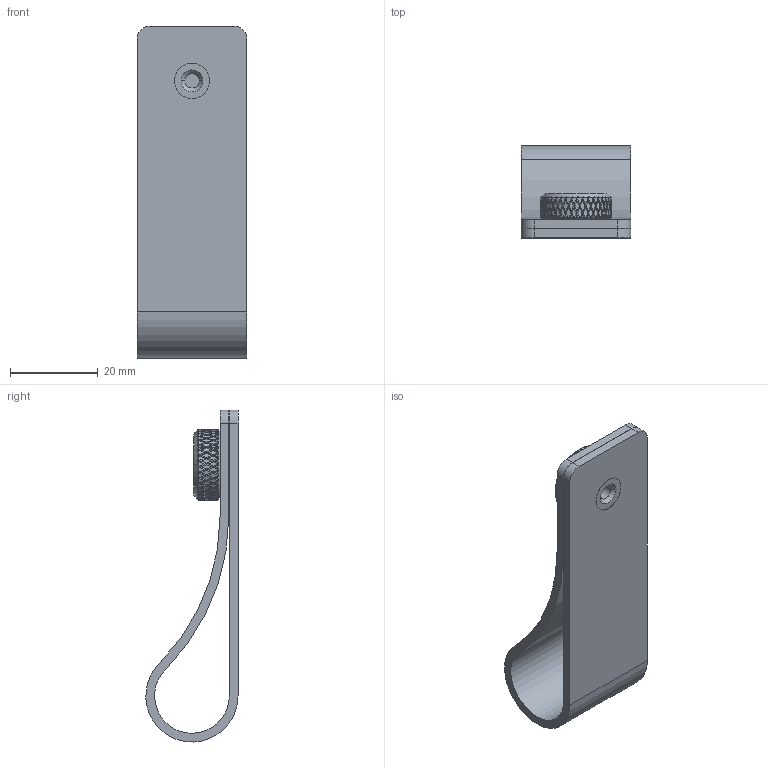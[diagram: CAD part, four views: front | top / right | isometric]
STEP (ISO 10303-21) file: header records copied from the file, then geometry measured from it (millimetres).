
FILE_DESCRIPTION(('Creo Elements/Direct Modeling STEP Export'),'2;1');
FILE_NAME('LE009-76.stp','2020-03-05T14:45:05',(''),(''),'Creo Elements/Direct Modeling STEP processor for AP214 (Solid Model)','Creo Elements/Direct Modeling 20.0 12-Nov-2016 (C) Parametric Technology GmbH','');
FILE_SCHEMA(('AUTOMOTIVE_DESIGN { 1 0 10303 214 1 1 1 1 }'));
Length unit declared in the file: millimetre
Products named in the file (3): Lederschlaufe; Schraubenkopf; DIV-10862
Assembly tree (2 placements, depth 2):
  DIV-10862
    Schraubenkopf
    Lederschlaufe
Bounding box: 25 x 20.97 x 75.59 mm (x, y, z)
Volume: 9305.2 mm3; surface area: 9747 mm2
Topology: 2 solids, 2 shells, 421 faces, 1246 edges, 832 vertices
Faces by surface type: cylinder 212, bspline 190, plane 13, cone 6
Entity records: 70926 total; most frequent: CARTESIAN_POINT 62881, ORIENTED_EDGE 2492, EDGE_CURVE 1246, B_SPLINE_CURVE_WITH_KNOTS 836, SURFACE_CURVE 836, VERTEX_POINT 832, EDGE_LOOP 428, FACE_OUTER_BOUND 421
